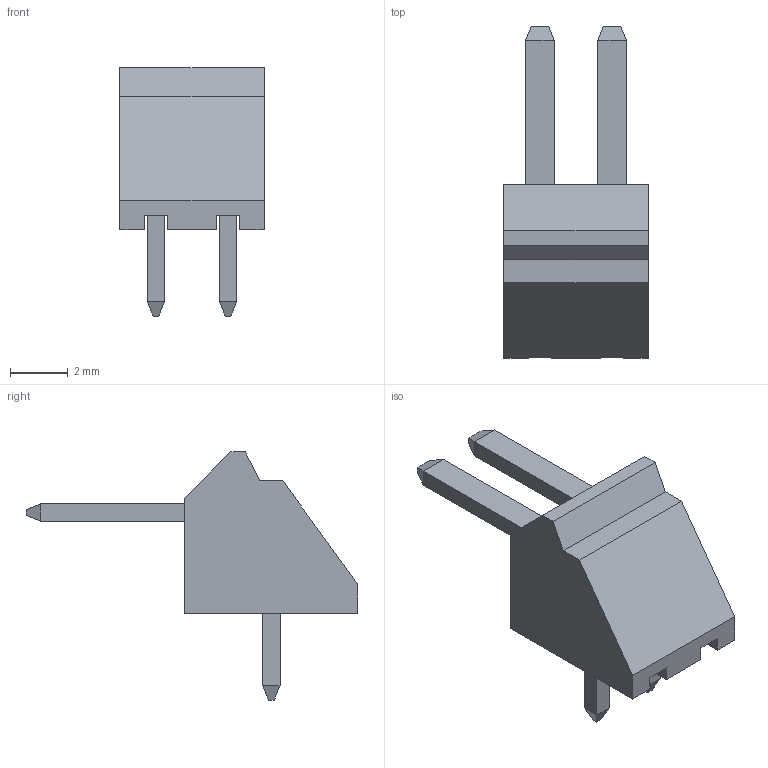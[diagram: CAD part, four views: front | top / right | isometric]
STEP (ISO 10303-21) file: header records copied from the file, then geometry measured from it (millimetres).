
FILE_DESCRIPTION(('FreeCAD Model'),'2;1');
FILE_NAME('Open CASCADE Shape Model','2021-07-29T10:03:31',( 'kicad StepUp'),('ksu MCAD'),'Open CASCADE STEP processor 7.4', 'FreeCAD','Unknown');
FILE_SCHEMA(('AUTOMOTIVE_DESIGN { 1 0 10303 214 1 1 1 1 }'));
Length unit declared in the file: millimetre
Products named in the file (1): JST_NH_BS2P-SHF-1AA_1x02_P2.50mm_Horizontal.copy
Bounding box: 5 x 11.5 x 8.6 mm (x, y, z)
Volume: 123.8 mm3; surface area: 211.9 mm2
Topology: 5 solids, 5 shells, 58 faces, 128 edges, 80 vertices
Faces by surface type: plane 42, bspline 16
Entity records: 3554 total; most frequent: CARTESIAN_POINT 683, DIRECTION 358, LINE 272, VECTOR 272, ORIENTED_EDGE 256, PCURVE 256, DEFINITIONAL_REPRESENTATION 256, EDGE_CURVE 128
